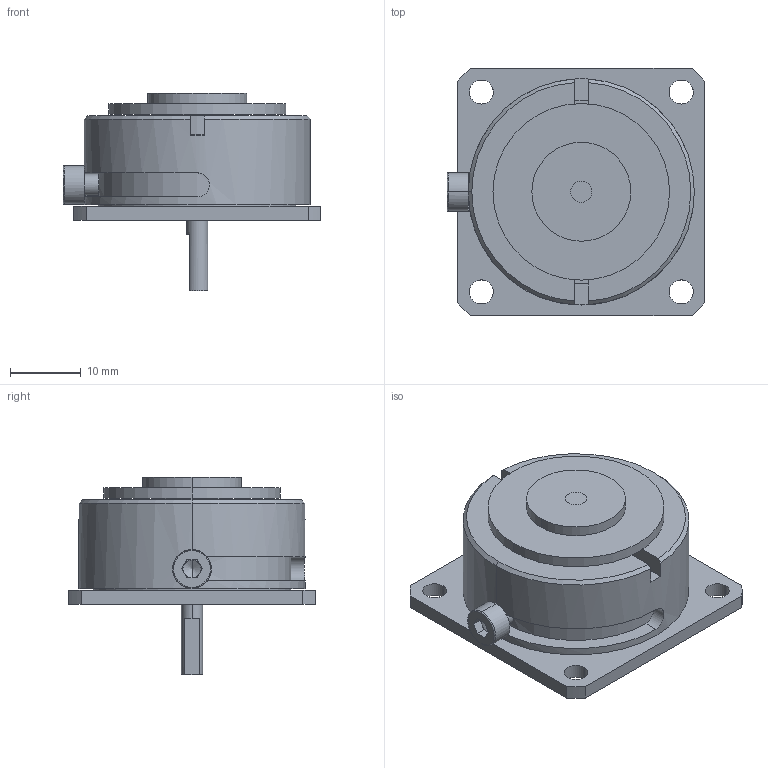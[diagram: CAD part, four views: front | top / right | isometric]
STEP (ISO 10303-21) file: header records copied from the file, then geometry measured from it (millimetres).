
FILE_DESCRIPTION (( 'STEP AP203' ), '1' );
FILE_NAME ('PHT 0.05S_25297000.STEP', '2016-06-10T04:54:36', ( ' ' ), ( '' ), 'SwSTEP 2.0', 'SolidWorks 2009', '' );
FILE_SCHEMA (( 'CONFIG_CONTROL_DESIGN' ));
Length unit declared in the file: millimetre
Products named in the file (1): PHT 0.05S_25297000
Bounding box: 36.5 x 35 x 28 mm (x, y, z)
Volume: 13209.9 mm3; surface area: 6316.4 mm2
Topology: 1 solids, 1 shells, 223 faces, 545 edges, 337 vertices
Faces by surface type: plane 113, cylinder 62, cone 44, torus 4
Entity records: 6807 total; most frequent: CARTESIAN_POINT 1397, DIRECTION 1167, ORIENTED_EDGE 1086, EDGE_CURVE 543, AXIS2_PLACEMENT_3D 453, VERTEX_POINT 337, VECTOR 261, LINE 261
